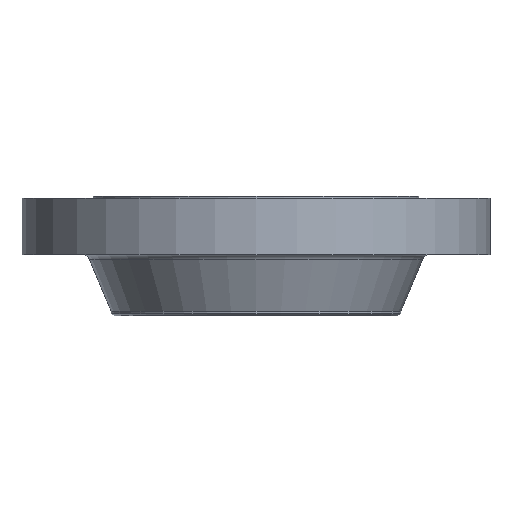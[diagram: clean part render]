
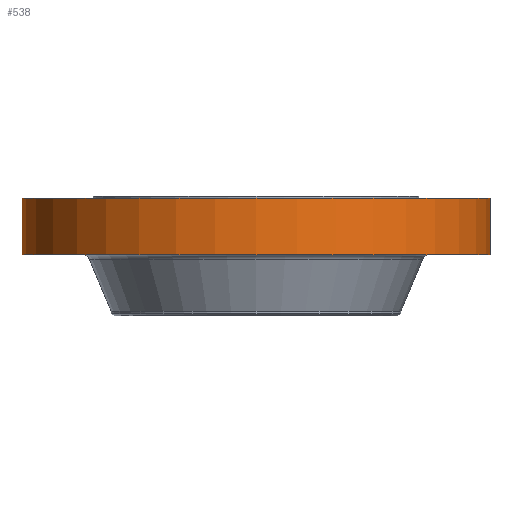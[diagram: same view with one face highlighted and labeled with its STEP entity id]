
A CAD part, front view. The second image highlights one B-rep face of the part: STEP entity #538.
In plain terms, the highlighted cylindrical face has radius 657.225 mm (diameter 1314.45 mm), a partial arc.
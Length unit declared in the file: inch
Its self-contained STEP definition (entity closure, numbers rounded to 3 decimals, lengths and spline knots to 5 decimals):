
#166 = DIRECTION ( 'NONE',  ( 0., 0., 1. ) ) ;
#208 = EDGE_CURVE ( 'NONE', #1754, #1905, #1878, .T. ) ;
#210 = VERTEX_POINT ( 'NONE', #1278 ) ;
#232 = DIRECTION ( 'NONE',  ( 1., 0., 0. ) ) ;
#263 = EDGE_LOOP ( 'NONE', ( #1820, #739, #592, #1672 ) ) ;
#333 = DIRECTION ( 'NONE',  ( 1., 0., 0. ) ) ;
#368 = EDGE_CURVE ( 'NONE', #1554, #1905, #1266, .T. ) ;
#374 = DIRECTION ( 'NONE',  ( 0., 0., 1. ) ) ;
#538 = ADVANCED_FACE ( 'NONE', ( #1112 ), #1267, .T. ) ;
#540 = LINE ( 'NONE', #1455, #1762 ) ;
#592 = ORIENTED_EDGE ( 'NONE', *, *, #208, .T. ) ;
#670 = CIRCLE ( 'NONE', #1824, 25.875 ) ;
#739 = ORIENTED_EDGE ( 'NONE', *, *, #1056, .T. ) ;
#924 = DIRECTION ( 'NONE',  ( 0., 0., 1. ) ) ;
#1024 = DIRECTION ( 'NONE',  ( 0., 0., 1. ) ) ;
#1056 = EDGE_CURVE ( 'NONE', #210, #1754, #670, .T. ) ;
#1112 = FACE_OUTER_BOUND ( 'NONE', #263, .T. ) ;
#1253 = DIRECTION ( 'NONE',  ( 0., 0., 1. ) ) ;
#1266 = CIRCLE ( 'NONE', #1529, 25.875 ) ;
#1267 = CYLINDRICAL_SURFACE ( 'NONE', #1457, 25.875 ) ;
#1278 = CARTESIAN_POINT ( 'NONE',  ( -25.875, 0., -6.5 ) ) ;
#1304 = CARTESIAN_POINT ( 'NONE',  ( -25.875, 0., -0.25 ) ) ;
#1386 = DIRECTION ( 'NONE',  ( 1., 0., 0. ) ) ;
#1413 = CARTESIAN_POINT ( 'NONE',  ( 0., 0., 0. ) ) ;
#1455 = CARTESIAN_POINT ( 'NONE',  ( -25.875, 0., 0. ) ) ;
#1457 = AXIS2_PLACEMENT_3D ( 'NONE', #1413, #1253, #333 ) ;
#1465 = CARTESIAN_POINT ( 'NONE',  ( 0., 0., -0.25 ) ) ;
#1529 = AXIS2_PLACEMENT_3D ( 'NONE', #1465, #374, #232 ) ;
#1545 = CARTESIAN_POINT ( 'NONE',  ( 25.875, 0., 0. ) ) ;
#1554 = VERTEX_POINT ( 'NONE', #1304 ) ;
#1573 = CARTESIAN_POINT ( 'NONE',  ( 25.875, 0., -0.25 ) ) ;
#1618 = EDGE_CURVE ( 'NONE', #210, #1554, #540, .T. ) ;
#1672 = ORIENTED_EDGE ( 'NONE', *, *, #368, .F. ) ;
#1673 = CARTESIAN_POINT ( 'NONE',  ( 25.875, 0., -6.5 ) ) ;
#1754 = VERTEX_POINT ( 'NONE', #1673 ) ;
#1762 = VECTOR ( 'NONE', #1024, 39.37008 ) ;
#1795 = VECTOR ( 'NONE', #924, 39.37008 ) ;
#1820 = ORIENTED_EDGE ( 'NONE', *, *, #1618, .F. ) ;
#1824 = AXIS2_PLACEMENT_3D ( 'NONE', #1882, #166, #1386 ) ;
#1878 = LINE ( 'NONE', #1545, #1795 ) ;
#1882 = CARTESIAN_POINT ( 'NONE',  ( 0., 0., -6.5 ) ) ;
#1905 = VERTEX_POINT ( 'NONE', #1573 ) ;
